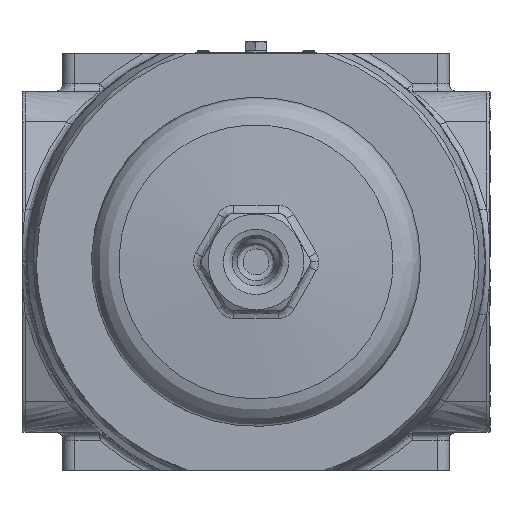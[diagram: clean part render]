
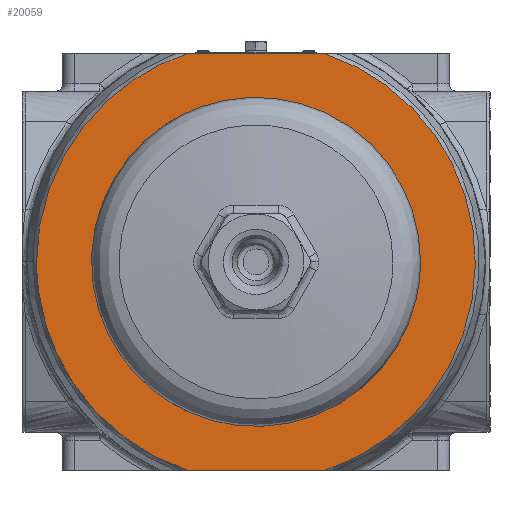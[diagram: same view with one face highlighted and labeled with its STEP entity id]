
A CAD part, front view. The second image highlights one B-rep face of the part: STEP entity #20059.
In plain terms, the highlighted free-form (B-spline) face has degree [1, 1] with [2, 2] control points.
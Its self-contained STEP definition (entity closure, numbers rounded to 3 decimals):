
#18099=CARTESIAN_POINT('V47',(-22.747,0.,
   69.));
#18100=VERTEX_POINT('V47',#18099);
#18111=CARTESIAN_POINT('V153',(-72.653,0.,
   0.0));
#18112=VERTEX_POINT('V153',#18111);
#18126=CARTESIAN_POINT('E198',(-72.653,0.,
   0.0));
#18127=CARTESIAN_POINT('E198',(-72.653,0.,
   52.548));
#18128=CARTESIAN_POINT('E198',(-22.747,0.,
   69.));
#18136=(BOUNDED_CURVE()B_SPLINE_CURVE(2,(#18126,#18127,#18128),
   .CIRCULAR_ARC.,.F.,.U.)B_SPLINE_CURVE_WITH_KNOTS((3,3),(0.0,
   19.183),.UNSPECIFIED.)CURVE()
   GEOMETRIC_REPRESENTATION_ITEM()RATIONAL_B_SPLINE_CURVE((
   0.901,0.636,0.683))
   REPRESENTATION_ITEM('E198'));
#18137=EDGE_CURVE('E198',#18112,#18100,#18136,.T.);
#18173=CARTESIAN_POINT('V139',(-22.747,0.,
   -69.));
#18174=VERTEX_POINT('V139',#18173);
#18184=CARTESIAN_POINT('E201',(-22.747,0.,
   -69.));
#18185=CARTESIAN_POINT('E201',(-72.653,0.,
   -52.548));
#18186=CARTESIAN_POINT('E201',(-72.653,0.,
   0.0));
#18194=(BOUNDED_CURVE()B_SPLINE_CURVE(2,(#18184,#18185,#18186),
   .CIRCULAR_ARC.,.F.,.U.)B_SPLINE_CURVE_WITH_KNOTS((3,3),(
   78.5,97.684),.UNSPECIFIED.)CURVE()
   GEOMETRIC_REPRESENTATION_ITEM()RATIONAL_B_SPLINE_CURVE((
   0.683,0.636,0.901))
   REPRESENTATION_ITEM('E201'));
#18195=EDGE_CURVE('E201',#18174,#18112,#18194,.T.);
#19368=CARTESIAN_POINT('V140',(22.747,0.,
   -69.));
#19369=VERTEX_POINT('V140',#19368);
#19379=CARTESIAN_POINT('E179',(22.747,0.0,-69.0));
#19380=CARTESIAN_POINT('E179',(-22.747,0.0,-69.0));
#19381=B_SPLINE_CURVE_WITH_KNOTS('E179',1,(#19379,#19380),
   .POLYLINE_FORM.,.F.,.U.,(2,2),(0.338,
   0.662),.UNSPECIFIED.);
#19382=EDGE_CURVE('E179',#19369,#18174,#19381,.T.);
#19447=CARTESIAN_POINT('V46',(22.747,0.,
   69.));
#19448=VERTEX_POINT('V46',#19447);
#19458=CARTESIAN_POINT('E199',(22.747,0.,
   69.));
#19459=CARTESIAN_POINT('E199',(29.849,0.,
   66.658));
#19460=CARTESIAN_POINT('E199',(36.326,0.,
   62.919));
#19461=CARTESIAN_POINT('E199',(145.305,0.,
   0.));
#19462=CARTESIAN_POINT('E199',(36.326,0.,
   -62.919));
#19463=CARTESIAN_POINT('E199',(29.849,0.,
   -66.658));
#19464=CARTESIAN_POINT('E199',(22.747,0.,
   -69.));
#19472=(BOUNDED_CURVE()B_SPLINE_CURVE(2,(#19458,#19459,#19460,
   #19461,#19462,#19463,#19464),.CIRCULAR_ARC.,.F.,.U.)
   B_SPLINE_CURVE_WITH_KNOTS((3,2,2,3),(28.908,
   32.561,65.122,68.776),
   .UNSPECIFIED.)CURVE()GEOMETRIC_REPRESENTATION_ITEM()
   RATIONAL_B_SPLINE_CURVE((0.811,0.851,
   0.901,0.451,0.901,
   0.851,0.811))REPRESENTATION_ITEM('E199')
   );
#19473=EDGE_CURVE('E199',#19448,#19369,#19472,.T.);
#19975=CARTESIAN_POINT('E61',(-22.747,0.0,69.0));
#19976=CARTESIAN_POINT('E61',(22.747,0.0,69.0));
#19977=B_SPLINE_CURVE_WITH_KNOTS('E61',1,(#19975,#19976),
   .POLYLINE_FORM.,.F.,.U.,(2,2),(0.338,
   0.662),.UNSPECIFIED.);
#19978=EDGE_CURVE('E61',#18100,#19448,#19977,.T.);
#20026=CARTESIAN_POINT('F421',(-88.0,0.,-88.0));
#20027=CARTESIAN_POINT('F421',(-88.0,0.,88.0));
#20028=CARTESIAN_POINT('F421',(88.0,0.,-88.0));
#20029=CARTESIAN_POINT('F421',(88.0,0.,88.0));
#20030=QUASI_UNIFORM_SURFACE('F421',1,1,((#20026,#20028),(#20027,
   #20029)),.PLANE_SURF.,.F.,.F.,.U.);
#20031=ORIENTED_EDGE('F65',*,*,#18137,.F.);
#20032=ORIENTED_EDGE('E201',*,*,#18195,.F.);
#20033=ORIENTED_EDGE('E179',*,*,#19382,.F.);
#20034=ORIENTED_EDGE('E199',*,*,#19473,.F.);
#20035=ORIENTED_EDGE('E61',*,*,#19978,.F.);
#20036=EDGE_LOOP('F421',(#20031,#20032,#20033,#20034,#20035));
#20037=FACE_OUTER_BOUND('F421',#20036,.T.);
#20038=CARTESIAN_POINT('V555',(54.0,0.,0.));
#20039=VERTEX_POINT('V555',#20038);
#20040=CARTESIAN_POINT('E932',(54.0,0.,0.));
#20041=CARTESIAN_POINT('E932',(54.0,0.,
   93.531));
#20042=CARTESIAN_POINT('E932',(-27.0,0.,
   46.765));
#20043=CARTESIAN_POINT('E932',(-108.0,0.,0.)
   );
#20044=CARTESIAN_POINT('E932',(-27.0,0.,
   -46.765));
#20045=CARTESIAN_POINT('E932',(54.0,0.,
   -93.531));
#20046=CARTESIAN_POINT('E932',(54.0,0.,0.));
#20054=(BOUNDED_CURVE()B_SPLINE_CURVE(2,(#20040,#20041,#20042,
   #20043,#20044,#20045,#20046),.CIRCULAR_ARC.,.T.,.U.)
   B_SPLINE_CURVE_WITH_KNOTS((3,2,2,3),(0.0,0.333,
   0.667,1.0),.UNSPECIFIED.)CURVE()
   GEOMETRIC_REPRESENTATION_ITEM()RATIONAL_B_SPLINE_CURVE((1.0,
   0.5,1.0,0.5,1.0,0.5,1.0)
   )REPRESENTATION_ITEM('E932'));
#20055=EDGE_CURVE('E932',#20039,#20039,#20054,.T.);
#20056=ORIENTED_EDGE('E932',*,*,#20055,.F.);
#20057=EDGE_LOOP('F421',(#20056));
#20058=FACE_BOUND('F421',#20057,.T.);
#20059=ADVANCED_FACE('F421',(#20037,#20058),#20030,.F.);
